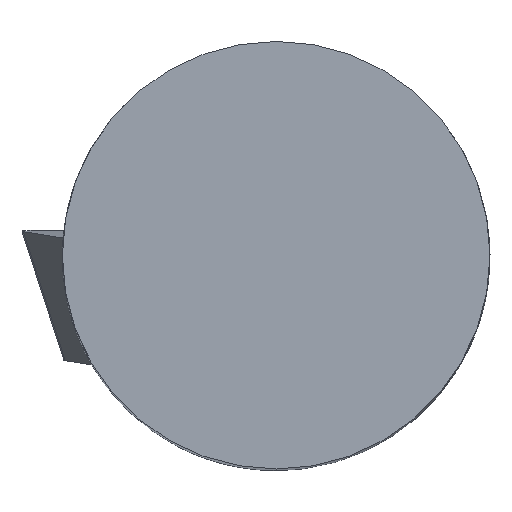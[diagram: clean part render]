
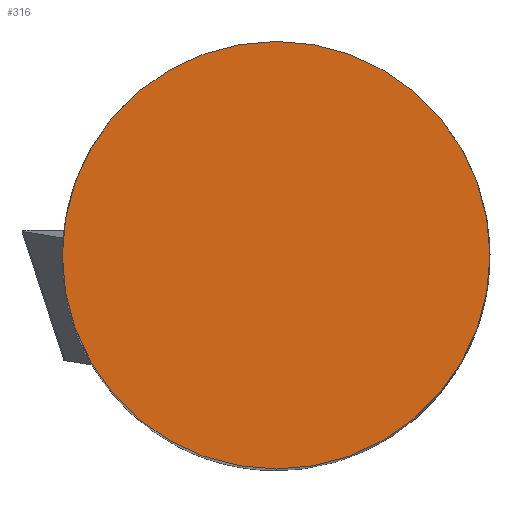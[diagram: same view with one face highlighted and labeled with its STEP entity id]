
A CAD part, top view. The second image highlights one B-rep face of the part: STEP entity #316.
In plain terms, the highlighted planar face has unit normal (0, 0, 1).
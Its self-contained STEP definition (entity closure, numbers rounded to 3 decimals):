
#316=ADVANCED_FACE('240[2]',(#645),#646,.T.);
#374=EDGE_CURVE('240[2]',#723,#723,#724,.T.);
#645=FACE_OUTER_BOUND('',#1185,.T.);
#646=PLANE('',#1186);
#723=VERTEX_POINT('',#1293);
#724=CIRCLE('',#1294,4.0);
#1185=EDGE_LOOP('',(#1544));
#1186=AXIS2_PLACEMENT_3D('',#1545,#1546,#1547);
#1293=CARTESIAN_POINT('',(-4.0,0.,0.0));
#1294=AXIS2_PLACEMENT_3D('',#1679,#1680,#1681);
#1544=ORIENTED_EDGE('',*,*,#374,.F.);
#1545=CARTESIAN_POINT('',(0.,0.,0.0));
#1546=DIRECTION('',(0.,0.,1.0));
#1547=DIRECTION('',(-1.0,0.,0.0));
#1679=CARTESIAN_POINT('',(0.,0.,0.0));
#1680=DIRECTION('',(0.,0.,-1.0));
#1681=DIRECTION('',(-1.0,0.,0.));
